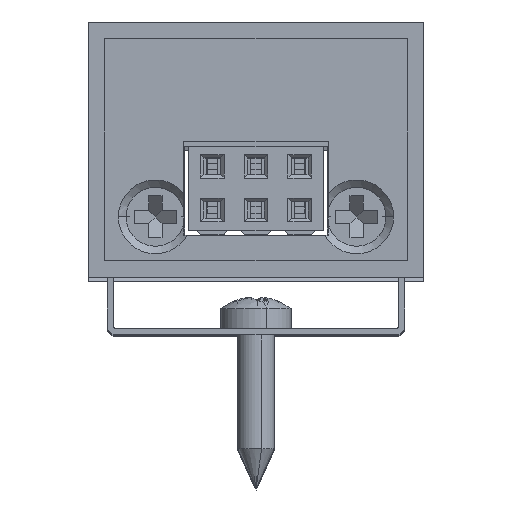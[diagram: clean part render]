
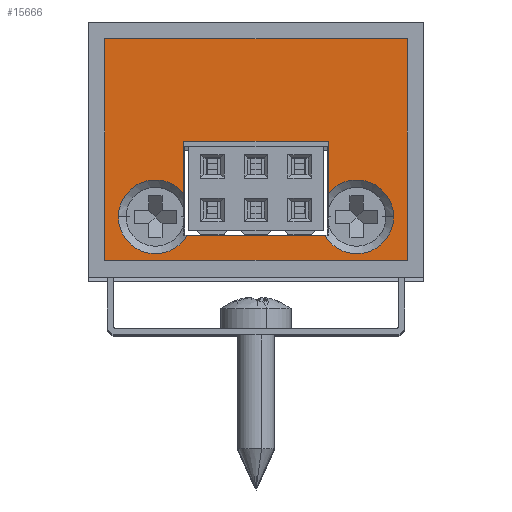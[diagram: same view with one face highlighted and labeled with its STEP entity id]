
A CAD part, top view. The second image highlights one B-rep face of the part: STEP entity #15666.
In plain terms, the highlighted planar face has unit normal (0, 0, 1).
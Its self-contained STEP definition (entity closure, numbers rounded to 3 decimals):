
#487 = VECTOR ( 'NONE', #14671, 1000. ) ;
#755 = LINE ( 'NONE', #5715, #15402 ) ;
#856 = FACE_BOUND ( 'NONE', #1658, .T. ) ;
#1185 = VERTEX_POINT ( 'NONE', #6883 ) ;
#1658 = EDGE_LOOP ( 'NONE', ( #10259, #1710, #5008, #18377, #7504, #12826, #16650, #16034 ) ) ;
#1710 = ORIENTED_EDGE ( 'NONE', *, *, #12937, .T. ) ;
#1994 = LINE ( 'NONE', #4107, #13166 ) ;
#2096 = VECTOR ( 'NONE', #17931, 1000. ) ;
#2215 = VERTEX_POINT ( 'NONE', #10628 ) ;
#2372 = VERTEX_POINT ( 'NONE', #5148 ) ;
#2610 = DIRECTION ( 'NONE',  ( 0., 0., -1. ) ) ;
#2620 = VERTEX_POINT ( 'NONE', #5641 ) ;
#2663 = EDGE_CURVE ( 'NONE', #13814, #11607, #3195, .T. ) ;
#2826 = CARTESIAN_POINT ( 'NONE',  ( 6., 2.4, 2.3 ) ) ;
#2834 = CARTESIAN_POINT ( 'NONE',  ( 0., 0., 2.3 ) ) ;
#3195 = CIRCLE ( 'NONE', #16166, 2.2 ) ;
#3276 = DIRECTION ( 'NONE',  ( 0., 1., 0. ) ) ;
#3483 = AXIS2_PLACEMENT_3D ( 'NONE', #5899, #16120, #7371 ) ;
#4107 = CARTESIAN_POINT ( 'NONE',  ( -4.3, 6.9, 2.3 ) ) ;
#4287 = CARTESIAN_POINT ( 'NONE',  ( -4.3, 6.9, 2.3 ) ) ;
#4294 = DIRECTION ( 'NONE',  ( 1., 0., 0. ) ) ;
#4375 = LINE ( 'NONE', #7136, #8720 ) ;
#4438 = DIRECTION ( 'NONE',  ( 0., 0., -1. ) ) ;
#4691 = CARTESIAN_POINT ( 'NONE',  ( 4.3, 6.9, 2.3 ) ) ;
#4741 = VECTOR ( 'NONE', #3276, 1000. ) ;
#4986 = CARTESIAN_POINT ( 'NONE',  ( 4.095, 1.3, 2.3 ) ) ;
#5008 = ORIENTED_EDGE ( 'NONE', *, *, #18238, .T. ) ;
#5104 = CARTESIAN_POINT ( 'NONE',  ( -9., 13., 2.3 ) ) ;
#5148 = CARTESIAN_POINT ( 'NONE',  ( -4.095, 1.3, 2.3 ) ) ;
#5186 = CARTESIAN_POINT ( 'NONE',  ( 9., -0.2, 2.3 ) ) ;
#5641 = CARTESIAN_POINT ( 'NONE',  ( 4.3, 6.9, 2.3 ) ) ;
#5715 = CARTESIAN_POINT ( 'NONE',  ( 9., 13., 2.3 ) ) ;
#5774 = DIRECTION ( 'NONE',  ( 0., 0., 1. ) ) ;
#5899 = CARTESIAN_POINT ( 'NONE',  ( -6., 2.4, 2.3 ) ) ;
#5984 = EDGE_CURVE ( 'NONE', #2620, #12919, #16783, .T. ) ;
#6030 = CIRCLE ( 'NONE', #9404, 2.2 ) ;
#6046 = CARTESIAN_POINT ( 'NONE',  ( -8.2, 2.4, 2.3 ) ) ;
#6247 = CARTESIAN_POINT ( 'NONE',  ( -4.3, 1.3, 2.3 ) ) ;
#6558 = ORIENTED_EDGE ( 'NONE', *, *, #16850, .T. ) ;
#6883 = CARTESIAN_POINT ( 'NONE',  ( -4.3, 3.796, 2.3 ) ) ;
#7022 = EDGE_CURVE ( 'NONE', #11729, #16579, #755, .T. ) ;
#7136 = CARTESIAN_POINT ( 'NONE',  ( 9., -0.2, 2.3 ) ) ;
#7192 = DIRECTION ( 'NONE',  ( -1., 0., 0. ) ) ;
#7204 = ORIENTED_EDGE ( 'NONE', *, *, #7022, .T. ) ;
#7244 = CARTESIAN_POINT ( 'NONE',  ( -9., 13., 2.3 ) ) ;
#7371 = DIRECTION ( 'NONE',  ( 1., 0., 0. ) ) ;
#7504 = ORIENTED_EDGE ( 'NONE', *, *, #5984, .F. ) ;
#7565 = VECTOR ( 'NONE', #8713, 1000. ) ;
#8008 = LINE ( 'NONE', #7244, #7565 ) ;
#8025 = EDGE_CURVE ( 'NONE', #14037, #11729, #4375, .T. ) ;
#8249 = LINE ( 'NONE', #11641, #487 ) ;
#8345 = CARTESIAN_POINT ( 'NONE',  ( -4.3, 6.9, 2.3 ) ) ;
#8611 = LINE ( 'NONE', #4691, #4741 ) ;
#8653 = EDGE_CURVE ( 'NONE', #16579, #2215, #8008, .T. ) ;
#8698 = DIRECTION ( 'NONE',  ( -1., 0., 0. ) ) ;
#8713 = DIRECTION ( 'NONE',  ( 0., -1., 0. ) ) ;
#8720 = VECTOR ( 'NONE', #17353, 1000. ) ;
#8835 = CIRCLE ( 'NONE', #10623, 2.2 ) ;
#9095 = FACE_OUTER_BOUND ( 'NONE', #10415, .T. ) ;
#9101 = ORIENTED_EDGE ( 'NONE', *, *, #8025, .T. ) ;
#9393 = LINE ( 'NONE', #6247, #2096 ) ;
#9404 = AXIS2_PLACEMENT_3D ( 'NONE', #11332, #2610, #12803 ) ;
#9772 = CIRCLE ( 'NONE', #3483, 2.2 ) ;
#10096 = PLANE ( 'NONE',  #17896 ) ;
#10259 = ORIENTED_EDGE ( 'NONE', *, *, #16991, .F. ) ;
#10343 = EDGE_CURVE ( 'NONE', #13814, #2620, #8611, .T. ) ;
#10415 = EDGE_LOOP ( 'NONE', ( #7204, #11673, #6558, #9101 ) ) ;
#10525 = EDGE_CURVE ( 'NONE', #12919, #1185, #1994, .T. ) ;
#10600 = EDGE_CURVE ( 'NONE', #11607, #10939, #8835, .T. ) ;
#10623 = AXIS2_PLACEMENT_3D ( 'NONE', #2826, #13021, #4294 ) ;
#10628 = CARTESIAN_POINT ( 'NONE',  ( -9., -0.2, 2.3 ) ) ;
#10939 = VERTEX_POINT ( 'NONE', #4986 ) ;
#11272 = CARTESIAN_POINT ( 'NONE',  ( 8.2, 2.4, 2.3 ) ) ;
#11332 = CARTESIAN_POINT ( 'NONE',  ( -6., 2.4, 2.3 ) ) ;
#11607 = VERTEX_POINT ( 'NONE', #11272 ) ;
#11641 = CARTESIAN_POINT ( 'NONE',  ( -9., -0.2, 2.3 ) ) ;
#11673 = ORIENTED_EDGE ( 'NONE', *, *, #8653, .T. ) ;
#11729 = VERTEX_POINT ( 'NONE', #14540 ) ;
#11963 = CARTESIAN_POINT ( 'NONE',  ( 4.3, 3.796, 2.3 ) ) ;
#11978 = VERTEX_POINT ( 'NONE', #6046 ) ;
#12803 = DIRECTION ( 'NONE',  ( 1., 0., 0. ) ) ;
#12826 = ORIENTED_EDGE ( 'NONE', *, *, #10343, .F. ) ;
#12919 = VERTEX_POINT ( 'NONE', #8345 ) ;
#12937 = EDGE_CURVE ( 'NONE', #2372, #11978, #6030, .T. ) ;
#13021 = DIRECTION ( 'NONE',  ( 0., 0., -1. ) ) ;
#13161 = CARTESIAN_POINT ( 'NONE',  ( 6., 2.4, 2.3 ) ) ;
#13166 = VECTOR ( 'NONE', #14313, 1000. ) ;
#13814 = VERTEX_POINT ( 'NONE', #11963 ) ;
#14037 = VERTEX_POINT ( 'NONE', #5186 ) ;
#14313 = DIRECTION ( 'NONE',  ( 0., -1., 0. ) ) ;
#14540 = CARTESIAN_POINT ( 'NONE',  ( 9., 13., 2.3 ) ) ;
#14655 = DIRECTION ( 'NONE',  ( 1., 0., 0. ) ) ;
#14671 = DIRECTION ( 'NONE',  ( 1., 0., 0. ) ) ;
#15402 = VECTOR ( 'NONE', #7192, 1000. ) ;
#15666 = ADVANCED_FACE ( 'NONE', ( #856, #9095 ), #10096, .T. ) ;
#15990 = DIRECTION ( 'NONE',  ( 1., 0., 0. ) ) ;
#16034 = ORIENTED_EDGE ( 'NONE', *, *, #10600, .T. ) ;
#16120 = DIRECTION ( 'NONE',  ( 0., 0., -1. ) ) ;
#16166 = AXIS2_PLACEMENT_3D ( 'NONE', #13161, #4438, #14655 ) ;
#16332 = VECTOR ( 'NONE', #8698, 1000. ) ;
#16579 = VERTEX_POINT ( 'NONE', #5104 ) ;
#16650 = ORIENTED_EDGE ( 'NONE', *, *, #2663, .T. ) ;
#16783 = LINE ( 'NONE', #4287, #16332 ) ;
#16850 = EDGE_CURVE ( 'NONE', #2215, #14037, #8249, .T. ) ;
#16991 = EDGE_CURVE ( 'NONE', #2372, #10939, #9393, .T. ) ;
#17353 = DIRECTION ( 'NONE',  ( 0., 1., 0. ) ) ;
#17896 = AXIS2_PLACEMENT_3D ( 'NONE', #2834, #5774, #15990 ) ;
#17931 = DIRECTION ( 'NONE',  ( 1., 0., 0. ) ) ;
#18238 = EDGE_CURVE ( 'NONE', #11978, #1185, #9772, .T. ) ;
#18377 = ORIENTED_EDGE ( 'NONE', *, *, #10525, .F. ) ;
